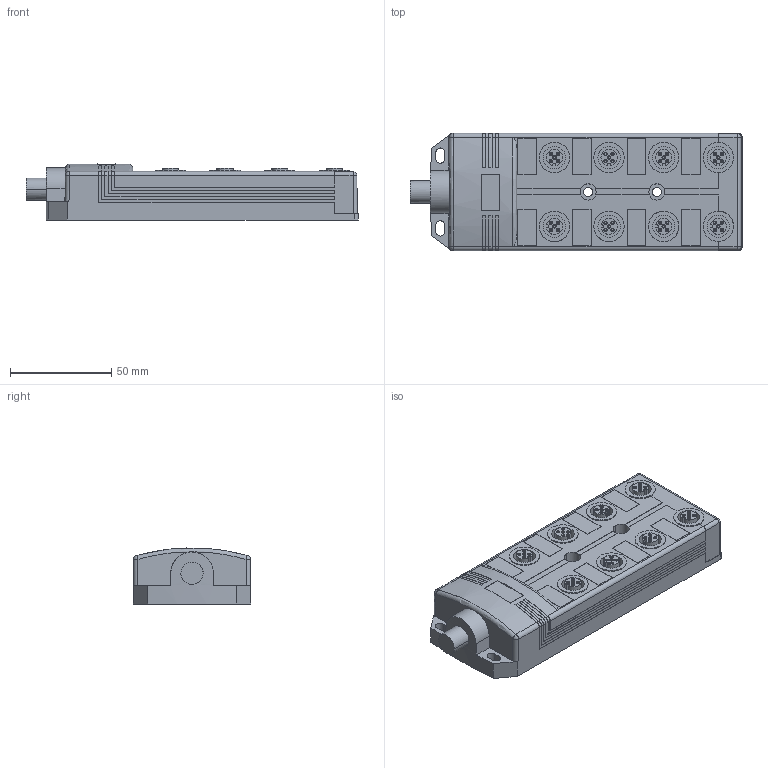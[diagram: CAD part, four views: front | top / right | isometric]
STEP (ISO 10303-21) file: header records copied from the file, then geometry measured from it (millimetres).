
FILE_DESCRIPTION((''),'2;1');
FILE_NAME('CAD-7296','2021-08-02T10:53:53',('creinig-se'),(''),'CREO PARAMETRIC BY PTC INC, 2019292','CREO PARAMETRIC BY PTC INC, 2019292','');
FILE_SCHEMA(('CONFIG_CONTROL_DESIGN','SHAPE_APPEARANCE_LAYERS_GROUPS'));
Length unit declared in the file: millimetre
Products named in the file (1): CAD-7296
Bounding box: 164.09 x 58 x 27.68 mm (x, y, z)
Volume: 208165.9 mm3; surface area: 34079.9 mm2
Topology: 1 solids, 1 shells, 467 faces, 1184 edges, 787 vertices
Faces by surface type: plane 205, cylinder 176, cone 80, sphere 4, torus 2
Entity records: 21676 total; most frequent: DIRECTION 2636, CARTESIAN_POINT 2634, ORIENTED_EDGE 2360, PRESENTATION_STYLE_ASSIGNMENT 1482, STYLED_ITEM 1181, CURVE_STYLE 1180, EDGE_CURVE 1180, AXIS2_PLACEMENT_3D 1009
